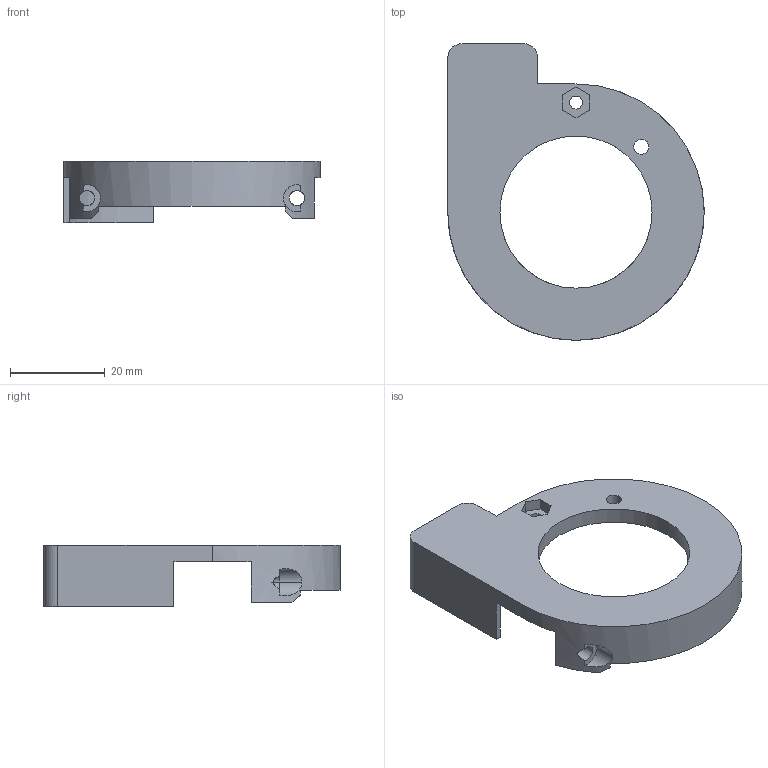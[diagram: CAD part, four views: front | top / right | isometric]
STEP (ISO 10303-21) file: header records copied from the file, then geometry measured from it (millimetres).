
FILE_DESCRIPTION (( 'STEP AP214' ), '1' );
FILE_NAME ('ring_cover-PAROL6.STEP', '2026-01-10T09:08:17', ( '' ), ( '' ), 'SwSTEP 2.0', 'SolidWorks 2020', '' );
FILE_SCHEMA (( 'AUTOMOTIVE_DESIGN' ));
Length unit declared in the file: millimetre
Products named in the file (1): ring_cover-PAROL6
Bounding box: 54.1 x 62.6 x 12.9 mm (x, y, z)
Volume: 12357.1 mm3; surface area: 6453.1 mm2
Topology: 1 solids, 1 shells, 43 faces, 123 edges, 82 vertices
Faces by surface type: plane 26, cylinder 17
Entity records: 1575 total; most frequent: CARTESIAN_POINT 376, ORIENTED_EDGE 246, DIRECTION 239, EDGE_CURVE 123, VERTEX_POINT 82, AXIS2_PLACEMENT_3D 81, VECTOR 77, LINE 77
